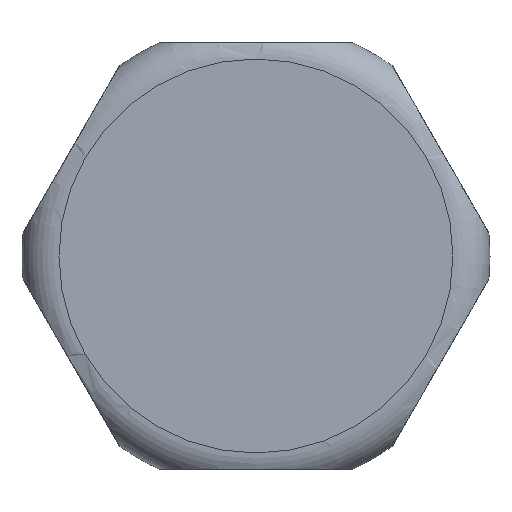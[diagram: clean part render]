
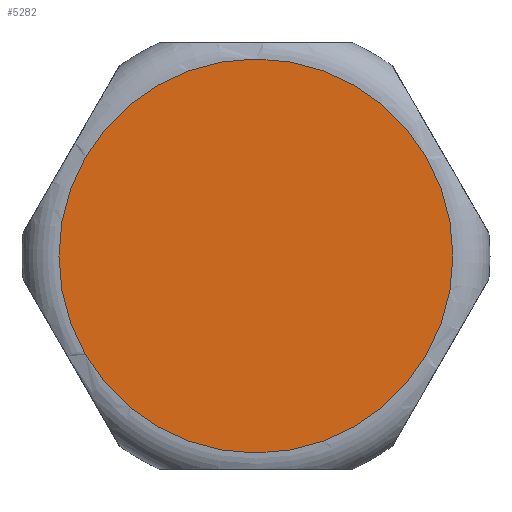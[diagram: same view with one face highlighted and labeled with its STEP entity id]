
A CAD part, left-side view. The second image highlights one B-rep face of the part: STEP entity #5282.
In plain terms, the highlighted planar face has unit normal (-1, 0, 0).
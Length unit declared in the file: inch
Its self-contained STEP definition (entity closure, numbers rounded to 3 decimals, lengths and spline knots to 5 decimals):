
#1029=PLANE('',#5701);
#1167=FACE_OUTER_BOUND('',#1451,.T.);
#1451=EDGE_LOOP('',(#3612,#3613));
#1802=CIRCLE('',#5679,0.83661);
#1803=CIRCLE('',#5680,0.83661);
#2080=VERTEX_POINT('',#7803);
#2081=VERTEX_POINT('',#7804);
#2656=EDGE_CURVE('',#2080,#2081,#1802,.T.);
#2657=EDGE_CURVE('',#2081,#2080,#1803,.T.);
#3612=ORIENTED_EDGE('',*,*,#2656,.T.);
#3613=ORIENTED_EDGE('',*,*,#2657,.T.);
#5282=ADVANCED_FACE('',(#1167),#1029,.T.);
#5679=AXIS2_PLACEMENT_3D('',#7805,#6309,#6310);
#5680=AXIS2_PLACEMENT_3D('',#7806,#6311,#6312);
#5701=AXIS2_PLACEMENT_3D('',#7827,#6353,#6354);
#6309=DIRECTION('center_axis',(-1.,0.,0.));
#6310=DIRECTION('ref_axis',(0.,0.,1.));
#6311=DIRECTION('center_axis',(-1.,0.,0.));
#6312=DIRECTION('ref_axis',(0.,0.,1.));
#6353=DIRECTION('center_axis',(-1.,0.,0.));
#6354=DIRECTION('ref_axis',(0.,0.,1.));
#7803=CARTESIAN_POINT('',(-1.33419,0.83661,0.));
#7804=CARTESIAN_POINT('',(-1.33419,0.,-0.83661));
#7805=CARTESIAN_POINT('Origin',(-1.33419,0.,
0.));
#7806=CARTESIAN_POINT('Origin',(-1.33419,0.,
0.));
#7827=CARTESIAN_POINT('Origin',(-1.33419,0.60236,0.));
